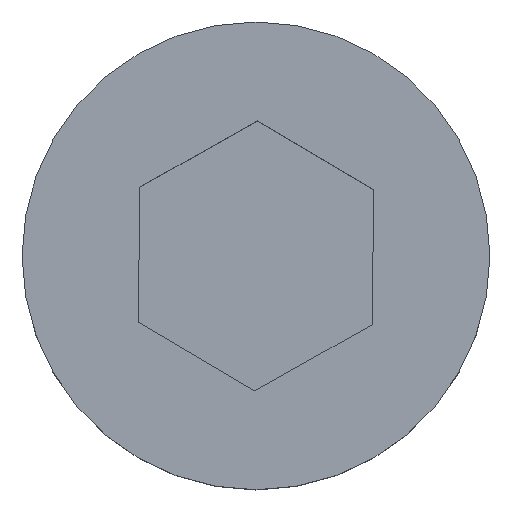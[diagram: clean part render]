
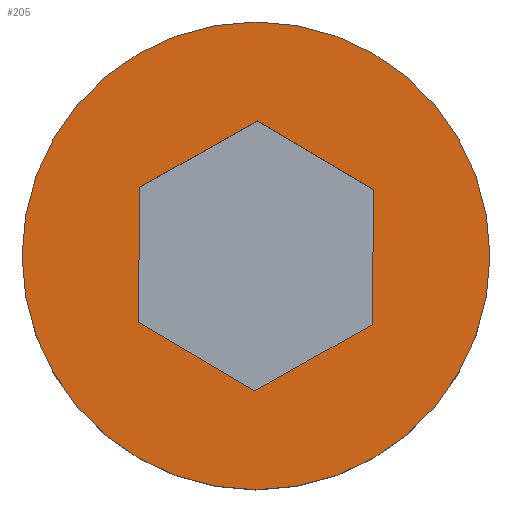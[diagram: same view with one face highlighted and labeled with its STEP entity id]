
A CAD part, top view. The second image highlights one B-rep face of the part: STEP entity #205.
In plain terms, the highlighted planar face has unit normal (0, 0, 1).
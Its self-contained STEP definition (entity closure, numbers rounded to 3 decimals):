
#16=FACE_BOUND('',#47,.T.);
#19=CIRCLE('',#233,2.);
#34=FACE_OUTER_BOUND('',#46,.T.);
#46=EDGE_LOOP('',(#174));
#47=EDGE_LOOP('',(#175,#176,#177,#178,#179,#180));
#49=LINE('',#299,#70);
#53=LINE('',#307,#74);
#56=LINE('',#313,#77);
#59=LINE('',#319,#80);
#62=LINE('',#325,#83);
#65=LINE('',#330,#86);
#70=VECTOR('',#242,10.);
#74=VECTOR('',#248,10.);
#77=VECTOR('',#253,10.);
#80=VECTOR('',#258,10.);
#83=VECTOR('',#263,10.);
#86=VECTOR('',#268,10.);
#91=VERTEX_POINT('',#297);
#92=VERTEX_POINT('',#298);
#95=VERTEX_POINT('',#306);
#97=VERTEX_POINT('',#312);
#99=VERTEX_POINT('',#318);
#101=VERTEX_POINT('',#324);
#105=VERTEX_POINT('',#341);
#108=EDGE_CURVE('',#91,#92,#49,.T.);
#112=EDGE_CURVE('',#95,#91,#53,.T.);
#115=EDGE_CURVE('',#97,#95,#56,.T.);
#118=EDGE_CURVE('',#99,#97,#59,.T.);
#121=EDGE_CURVE('',#101,#99,#62,.T.);
#124=EDGE_CURVE('',#92,#101,#65,.T.);
#129=EDGE_CURVE('',#105,#105,#19,.T.);
#174=ORIENTED_EDGE('',*,*,#129,.T.);
#175=ORIENTED_EDGE('',*,*,#108,.T.);
#176=ORIENTED_EDGE('',*,*,#124,.T.);
#177=ORIENTED_EDGE('',*,*,#121,.T.);
#178=ORIENTED_EDGE('',*,*,#118,.T.);
#179=ORIENTED_EDGE('',*,*,#115,.T.);
#180=ORIENTED_EDGE('',*,*,#112,.T.);
#194=PLANE('',#236);
#205=ADVANCED_FACE('',(#34,#16),#194,.T.);
#233=AXIS2_PLACEMENT_3D('',#342,#283,#284);
#236=AXIS2_PLACEMENT_3D('',#348,#290,#291);
#242=DIRECTION('',(0.861,-0.509,0.));
#248=DIRECTION('',(0.871,0.491,0.));
#253=DIRECTION('',(0.011,1.,0.));
#258=DIRECTION('',(-0.861,0.509,0.));
#263=DIRECTION('',(-0.871,-0.491,0.));
#268=DIRECTION('',(-0.011,-1.,0.));
#283=DIRECTION('center_axis',(0.,0.,1.));
#284=DIRECTION('ref_axis',(-1.,0.,0.));
#290=DIRECTION('center_axis',(0.,0.,1.));
#291=DIRECTION('ref_axis',(-1.,0.,0.));
#297=CARTESIAN_POINT('',(0.012,1.155,1.));
#298=CARTESIAN_POINT('',(1.006,0.567,1.));
#299=CARTESIAN_POINT('',(0.261,1.008,1.));
#306=CARTESIAN_POINT('',(-0.994,0.588,1.));
#307=CARTESIAN_POINT('',(-0.742,0.73,1.));
#312=CARTESIAN_POINT('',(-1.006,-0.567,1.));
#313=CARTESIAN_POINT('',(-1.003,-0.278,1.));
#318=CARTESIAN_POINT('',(-0.012,-1.155,1.));
#319=CARTESIAN_POINT('',(-0.261,-1.008,1.));
#324=CARTESIAN_POINT('',(0.994,-0.588,1.));
#325=CARTESIAN_POINT('',(0.742,-0.73,1.));
#330=CARTESIAN_POINT('',(1.003,0.278,1.));
#341=CARTESIAN_POINT('',(2.,0.,1.));
#342=CARTESIAN_POINT('Origin',(0.,0.,1.));
#348=CARTESIAN_POINT('Origin',(0.,0.,1.));
